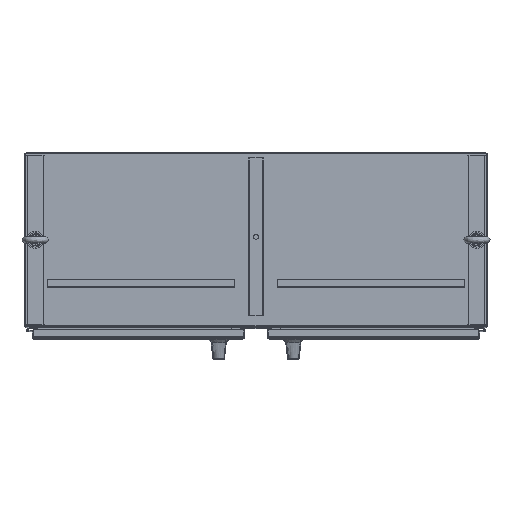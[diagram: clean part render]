
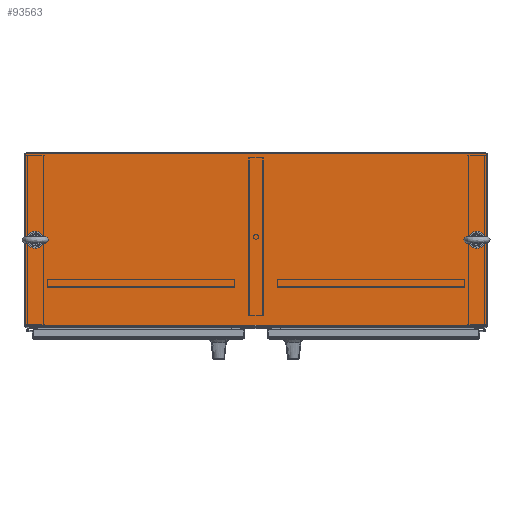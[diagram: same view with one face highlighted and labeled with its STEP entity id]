
A CAD part, top view. The second image highlights one B-rep face of the part: STEP entity #93563.
In plain terms, the highlighted planar face has unit normal (0, 0, 1).
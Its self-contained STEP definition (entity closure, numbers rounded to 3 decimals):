
#2476 = EDGE_CURVE ( 'NONE', #59069, #38114, #92344, .T. ) ;
#3172 = CARTESIAN_POINT ( 'NONE',  ( -23.935, -17.965, 30.03 ) ) ;
#5998 = VERTEX_POINT ( 'NONE', #21143 ) ;
#6442 = EDGE_CURVE ( 'NONE', #87382, #38114, #56507, .T. ) ;
#7144 = DIRECTION ( 'NONE',  ( 0., -1., 0. ) ) ;
#7393 = VECTOR ( 'NONE', #50651, 39.37 ) ;
#8806 = DIRECTION ( 'NONE',  ( 1., 0., 0. ) ) ;
#11959 = EDGE_LOOP ( 'NONE', ( #75267, #77675, #31308, #80398 ) ) ;
#21143 = CARTESIAN_POINT ( 'NONE',  ( -23.935, 0., 30.03 ) ) ;
#22472 = AXIS2_PLACEMENT_3D ( 'NONE', #58527, #75513, #67276 ) ;
#26796 = DIRECTION ( 'NONE',  ( 1., 0., 0. ) ) ;
#31308 = ORIENTED_EDGE ( 'NONE', *, *, #74043, .F. ) ;
#32574 = CARTESIAN_POINT ( 'NONE',  ( -23.935, -17.822, 30.03 ) ) ;
#33485 = CARTESIAN_POINT ( 'NONE',  ( 23.935, 0., 30.03 ) ) ;
#34759 = VERTEX_POINT ( 'NONE', #75329 ) ;
#34760 = CIRCLE ( 'NONE', #22472, 0.344 ) ;
#38114 = VERTEX_POINT ( 'NONE', #38391 ) ;
#38391 = CARTESIAN_POINT ( 'NONE',  ( 23.935, -17.822, 30.03 ) ) ;
#42663 = DIRECTION ( 'NONE',  ( 0., 0., 1. ) ) ;
#44268 = FACE_BOUND ( 'NONE', #59328, .T. ) ;
#46513 = EDGE_LOOP ( 'NONE', ( #106522 ) ) ;
#47521 = VECTOR ( 'NONE', #7144, 39.37 ) ;
#48833 = CARTESIAN_POINT ( 'NONE',  ( 23.935, -17.965, 30.03 ) ) ;
#49045 = ORIENTED_EDGE ( 'NONE', *, *, #59202, .T. ) ;
#50651 = DIRECTION ( 'NONE',  ( 1., 0., 0. ) ) ;
#53598 = FACE_OUTER_BOUND ( 'NONE', #11959, .T. ) ;
#56507 = LINE ( 'NONE', #48833, #47521 ) ;
#56587 = VERTEX_POINT ( 'NONE', #65890 ) ;
#58527 = CARTESIAN_POINT ( 'NONE',  ( -22.935, -8.934, 30.03 ) ) ;
#59069 = VERTEX_POINT ( 'NONE', #73819 ) ;
#59202 = EDGE_CURVE ( 'NONE', #34759, #34759, #82122, .T. ) ;
#59328 = EDGE_LOOP ( 'NONE', ( #49045 ) ) ;
#61710 = DIRECTION ( 'NONE',  ( 0., 0., -1. ) ) ;
#61851 = DIRECTION ( 'NONE',  ( 0., 1., 0. ) ) ;
#65416 = CARTESIAN_POINT ( 'NONE',  ( 23.935, 0., 30.03 ) ) ;
#65890 = CARTESIAN_POINT ( 'NONE',  ( -22.591, -8.934, 30.03 ) ) ;
#66943 = VECTOR ( 'NONE', #8806, 39.37 ) ;
#67276 = DIRECTION ( 'NONE',  ( 1., 0., 0. ) ) ;
#71405 = EDGE_CURVE ( 'NONE', #5998, #87382, #88940, .T. ) ;
#73819 = CARTESIAN_POINT ( 'NONE',  ( -23.935, -17.822, 30.03 ) ) ;
#74043 = EDGE_CURVE ( 'NONE', #59069, #5998, #86545, .T. ) ;
#75267 = ORIENTED_EDGE ( 'NONE', *, *, #6442, .F. ) ;
#75329 = CARTESIAN_POINT ( 'NONE',  ( 23.279, -8.934, 30.03 ) ) ;
#75513 = DIRECTION ( 'NONE',  ( 0., 0., -1. ) ) ;
#77675 = ORIENTED_EDGE ( 'NONE', *, *, #71405, .F. ) ;
#78290 = FACE_BOUND ( 'NONE', #46513, .T. ) ;
#79491 = EDGE_CURVE ( 'NONE', #56587, #56587, #34760, .T. ) ;
#80398 = ORIENTED_EDGE ( 'NONE', *, *, #2476, .T. ) ;
#82122 = CIRCLE ( 'NONE', #96161, 0.344 ) ;
#86545 = LINE ( 'NONE', #95336, #95089 ) ;
#87382 = VERTEX_POINT ( 'NONE', #65416 ) ;
#88940 = LINE ( 'NONE', #33485, #66943 ) ;
#92344 = LINE ( 'NONE', #32574, #7393 ) ;
#93563 = ADVANCED_FACE ( 'NONE', ( #78290, #53598, #44268 ), #103508, .T. ) ;
#94140 = CARTESIAN_POINT ( 'NONE',  ( 22.935, -8.934, 30.03 ) ) ;
#94659 = DIRECTION ( 'NONE',  ( 1., 0., 0. ) ) ;
#95089 = VECTOR ( 'NONE', #61851, 39.37 ) ;
#95336 = CARTESIAN_POINT ( 'NONE',  ( -23.935, 0., 30.03 ) ) ;
#96161 = AXIS2_PLACEMENT_3D ( 'NONE', #94140, #61710, #94659 ) ;
#96585 = AXIS2_PLACEMENT_3D ( 'NONE', #3172, #42663, #26796 ) ;
#103508 = PLANE ( 'NONE',  #96585 ) ;
#106522 = ORIENTED_EDGE ( 'NONE', *, *, #79491, .T. ) ;
